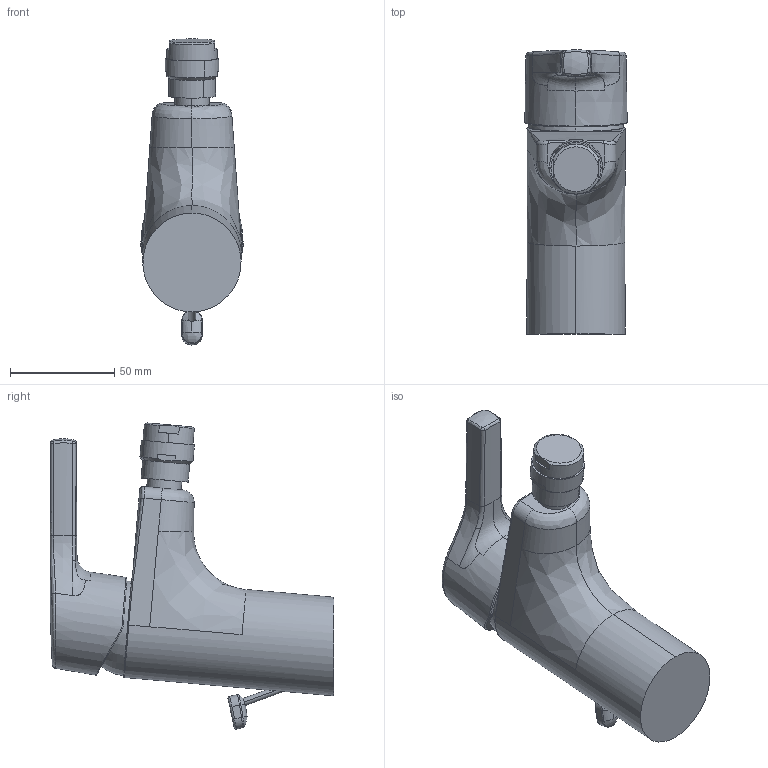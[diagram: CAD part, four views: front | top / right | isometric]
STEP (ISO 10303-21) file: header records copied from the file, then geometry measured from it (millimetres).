
FILE_DESCRIPTION (( 'STEP AP203' ), '1' );
FILE_NAME ('56443203.STEP', '2018-07-04T05:20:56', ( '' ), ( '' ), 'SwSTEP 2.0', 'SolidWorks 2016', '' );
FILE_SCHEMA (( 'CONFIG_CONTROL_DESIGN' ));
Length unit declared in the file: millimetre
Products named in the file (1): 56443203
Bounding box: 48.96 x 135.9 x 146.55 mm (x, y, z)
Volume: 317445.1 mm3; surface area: 35906.7 mm2
Topology: 1 solids, 1 shells, 128 faces, 325 edges, 203 vertices
Faces by surface type: bspline 67, cylinder 29, plane 20, cone 6, torus 4, sphere 2
Entity records: 13137 total; most frequent: CARTESIAN_POINT 10543, ORIENTED_EDGE 650, DIRECTION 341, EDGE_CURVE 325, VERTEX_POINT 203, B_SPLINE_CURVE_WITH_KNOTS 168, AXIS2_PLACEMENT_3D 138, EDGE_LOOP 132
